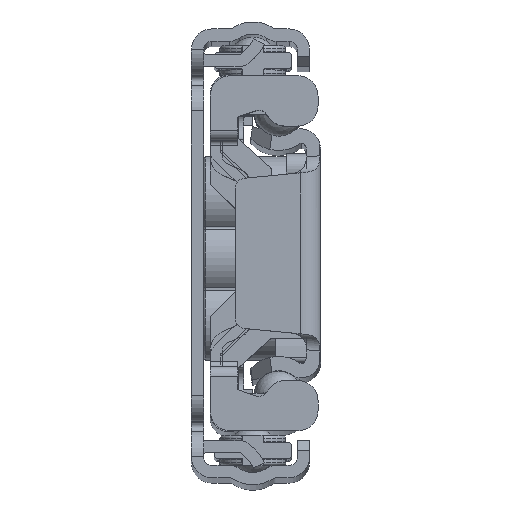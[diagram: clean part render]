
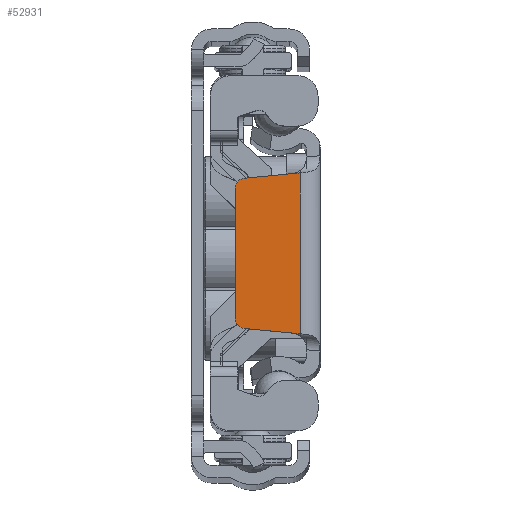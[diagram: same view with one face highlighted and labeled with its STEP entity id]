
A CAD part, top view. The second image highlights one B-rep face of the part: STEP entity #52931.
In plain terms, the highlighted face is planar.
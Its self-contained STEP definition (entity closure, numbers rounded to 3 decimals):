
#401 = EDGE_CURVE ( 'NONE', #32538, #44347, #6858, .T. ) ;
#1534 = AXIS2_PLACEMENT_3D ( 'NONE', #51470, #55525, #46038 ) ;
#4186 = VECTOR ( 'NONE', #48817, 1000. ) ;
#5304 = VECTOR ( 'NONE', #43832, 1000. ) ;
#5564 = DIRECTION ( 'NONE',  ( 0.995, -0.095, 0. ) ) ;
#5656 = LINE ( 'NONE', #11514, #4186 ) ;
#5762 = LINE ( 'NONE', #19922, #30562 ) ;
#6063 = EDGE_CURVE ( 'NONE', #32538, #39268, #37795, .T. ) ;
#6785 = EDGE_CURVE ( 'NONE', #39310, #32410, #29675, .T. ) ;
#6858 = CIRCLE ( 'NONE', #1534, 1. ) ;
#7102 = VECTOR ( 'NONE', #5564, 1000. ) ;
#7608 = VERTEX_POINT ( 'NONE', #48076 ) ;
#7730 = DIRECTION ( 'NONE',  ( -0.995, -0.095, 0. ) ) ;
#8129 = VERTEX_POINT ( 'NONE', #59453 ) ;
#9742 = DIRECTION ( 'NONE',  ( 1., 0., 0. ) ) ;
#10905 = DIRECTION ( 'NONE',  ( 0., 1., 0. ) ) ;
#11237 = CARTESIAN_POINT ( 'NONE',  ( -2.758, -7.837, 0. ) ) ;
#11514 = CARTESIAN_POINT ( 'NONE',  ( -8.4, 7.3, 0. ) ) ;
#11555 = EDGE_CURVE ( 'NONE', #44347, #8129, #53809, .T. ) ;
#11912 = LINE ( 'NONE', #29078, #5304 ) ;
#14227 = ORIENTED_EDGE ( 'NONE', *, *, #50669, .T. ) ;
#15445 = PLANE ( 'NONE',  #47556 ) ;
#16073 = DIRECTION ( 'NONE',  ( 0., 0., 1. ) ) ;
#19144 = ORIENTED_EDGE ( 'NONE', *, *, #11555, .T. ) ;
#19149 = EDGE_CURVE ( 'NONE', #32410, #45485, #5656, .T. ) ;
#19922 = CARTESIAN_POINT ( 'NONE',  ( -2., -13.87, 0. ) ) ;
#23109 = VECTOR ( 'NONE', #7730, 1000. ) ;
#23160 = VECTOR ( 'NONE', #10905, 1000. ) ;
#26280 = CARTESIAN_POINT ( 'NONE',  ( -2., 7.91, 0. ) ) ;
#28401 = ORIENTED_EDGE ( 'NONE', *, *, #401, .T. ) ;
#29078 = CARTESIAN_POINT ( 'NONE',  ( -2., -7.91, 0. ) ) ;
#29675 = LINE ( 'NONE', #26280, #23109 ) ;
#30562 = VECTOR ( 'NONE', #47843, 1000. ) ;
#32410 = VERTEX_POINT ( 'NONE', #50528 ) ;
#32538 = VERTEX_POINT ( 'NONE', #55570 ) ;
#32987 = DIRECTION ( 'NONE',  ( 0., 0., -1. ) ) ;
#35798 = ORIENTED_EDGE ( 'NONE', *, *, #57958, .T. ) ;
#37795 = LINE ( 'NONE', #56866, #7102 ) ;
#39166 = CARTESIAN_POINT ( 'NONE',  ( -4.143, -13.87, 0. ) ) ;
#39268 = VERTEX_POINT ( 'NONE', #11237 ) ;
#39310 = VERTEX_POINT ( 'NONE', #54402 ) ;
#41711 = ORIENTED_EDGE ( 'NONE', *, *, #6785, .F. ) ;
#42285 = ORIENTED_EDGE ( 'NONE', *, *, #43923, .T. ) ;
#43832 = DIRECTION ( 'NONE',  ( -0.995, 0.095, 0. ) ) ;
#43923 = EDGE_CURVE ( 'NONE', #7608, #39268, #11912, .T. ) ;
#43978 = CARTESIAN_POINT ( 'NONE',  ( -8.4, 8.1, 0. ) ) ;
#44347 = VERTEX_POINT ( 'NONE', #57270 ) ;
#45485 = VERTEX_POINT ( 'NONE', #53092 ) ;
#45871 = AXIS2_PLACEMENT_3D ( 'NONE', #56373, #32987, #9742 ) ;
#45880 = FACE_OUTER_BOUND ( 'NONE', #56188, .T. ) ;
#46038 = DIRECTION ( 'NONE',  ( 1., 0., 0. ) ) ;
#47556 = AXIS2_PLACEMENT_3D ( 'NONE', #39166, #16073, #53356 ) ;
#47843 = DIRECTION ( 'NONE',  ( 0., -1., 0. ) ) ;
#48076 = CARTESIAN_POINT ( 'NONE',  ( -2., -7.91, 0. ) ) ;
#48817 = DIRECTION ( 'NONE',  ( -0.995, -0.095, 0. ) ) ;
#50528 = CARTESIAN_POINT ( 'NONE',  ( -2.758, 7.837, 0. ) ) ;
#50669 = EDGE_CURVE ( 'NONE', #8129, #45485, #56257, .T. ) ;
#51470 = CARTESIAN_POINT ( 'NONE',  ( -7.4, -6.391, 0. ) ) ;
#52931 = ADVANCED_FACE ( 'NONE', ( #45880 ), #15445, .F. ) ;
#53092 = CARTESIAN_POINT ( 'NONE',  ( -7.495, 7.386, 0. ) ) ;
#53295 = ORIENTED_EDGE ( 'NONE', *, *, #6063, .F. ) ;
#53356 = DIRECTION ( 'NONE',  ( 1., 0., 0. ) ) ;
#53809 = LINE ( 'NONE', #43978, #23160 ) ;
#54402 = CARTESIAN_POINT ( 'NONE',  ( -2., 7.91, 0. ) ) ;
#55525 = DIRECTION ( 'NONE',  ( 0., 0., -1. ) ) ;
#55570 = CARTESIAN_POINT ( 'NONE',  ( -7.495, -7.386, 0. ) ) ;
#56188 = EDGE_LOOP ( 'NONE', ( #53295, #28401, #19144, #14227, #58290, #41711, #35798, #42285 ) ) ;
#56257 = CIRCLE ( 'NONE', #45871, 1. ) ;
#56373 = CARTESIAN_POINT ( 'NONE',  ( -7.4, 6.391, 0. ) ) ;
#56866 = CARTESIAN_POINT ( 'NONE',  ( -8.4, -7.3, 0. ) ) ;
#57270 = CARTESIAN_POINT ( 'NONE',  ( -8.4, -6.391, 0. ) ) ;
#57958 = EDGE_CURVE ( 'NONE', #39310, #7608, #5762, .T. ) ;
#58290 = ORIENTED_EDGE ( 'NONE', *, *, #19149, .F. ) ;
#59453 = CARTESIAN_POINT ( 'NONE',  ( -8.4, 6.391, 0. ) ) ;
